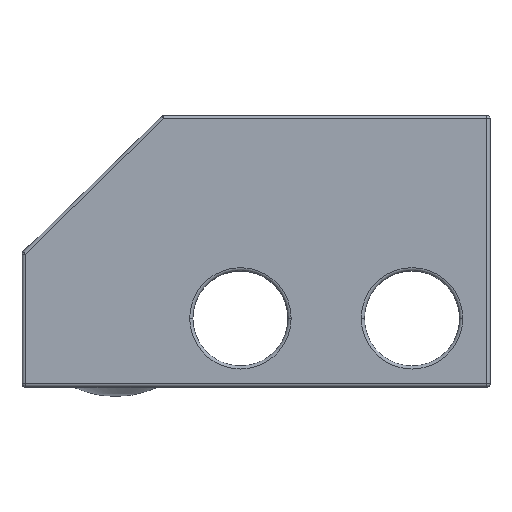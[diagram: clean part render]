
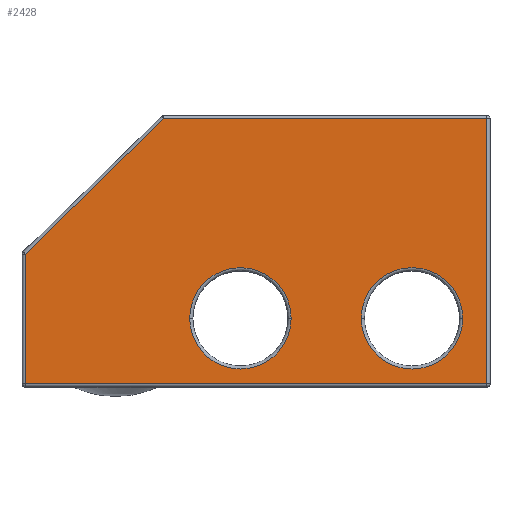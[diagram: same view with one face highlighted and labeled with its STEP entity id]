
A CAD part, top view. The second image highlights one B-rep face of the part: STEP entity #2428.
In plain terms, the highlighted planar face has unit normal (0, 0, 1).
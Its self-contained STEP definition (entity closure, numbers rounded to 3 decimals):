
#297=DIRECTION('',(0.,1.,0.));
#298=VECTOR('',#297,8.5);
#299=CARTESIAN_POINT('',(7.4,0.1,2.8));
#300=LINE('',#299,#298);
#301=DIRECTION('',(1.,0.,0.));
#302=VECTOR('',#301,14.8);
#303=CARTESIAN_POINT('',(-7.4,0.1,2.8));
#304=LINE('',#303,#302);
#305=DIRECTION('',(0.,-1.,0.));
#306=VECTOR('',#305,4.158);
#307=CARTESIAN_POINT('',(-7.4,4.258,2.8));
#308=LINE('',#307,#306);
#309=DIRECTION('',(-0.715,-0.699,0.));
#310=VECTOR('',#309,6.211);
#311=CARTESIAN_POINT('',(-2.959,8.6,2.8));
#312=LINE('',#311,#310);
#313=DIRECTION('',(-1.,0.,0.));
#314=VECTOR('',#313,10.359);
#315=CARTESIAN_POINT('',(7.4,8.6,2.8));
#316=LINE('',#315,#314);
#317=CARTESIAN_POINT('',(-0.5,2.2,2.8));
#318=DIRECTION('',(0.,0.,-1.));
#319=DIRECTION('',(1.,0.,0.));
#320=AXIS2_PLACEMENT_3D('',#317,#318,#319);
#322=CARTESIAN_POINT('',(-0.5,2.2,2.8));
#323=DIRECTION('',(0.,0.,-1.));
#324=DIRECTION('',(-1.,0.,0.));
#325=AXIS2_PLACEMENT_3D('',#322,#323,#324);
#327=CARTESIAN_POINT('',(5.,2.2,2.8));
#328=DIRECTION('',(0.,0.,-1.));
#329=DIRECTION('',(1.,0.,0.));
#330=AXIS2_PLACEMENT_3D('',#327,#328,#329);
#332=CARTESIAN_POINT('',(5.,2.2,2.8));
#333=DIRECTION('',(0.,0.,-1.));
#334=DIRECTION('',(-1.,0.,0.));
#335=AXIS2_PLACEMENT_3D('',#332,#333,#334);
#1792=CARTESIAN_POINT('',(7.4,0.1,2.8));
#1793=CARTESIAN_POINT('',(7.4,8.6,2.8));
#1794=VERTEX_POINT('',#1792);
#1795=VERTEX_POINT('',#1793);
#1800=CARTESIAN_POINT('',(-2.959,8.6,2.8));
#1801=VERTEX_POINT('',#1800);
#1818=CARTESIAN_POINT('',(-7.4,0.1,2.8));
#1819=VERTEX_POINT('',#1818);
#1828=CARTESIAN_POINT('',(-7.4,4.258,2.8));
#1829=VERTEX_POINT('',#1828);
#1840=CARTESIAN_POINT('',(1.125,2.2,2.8));
#1841=CARTESIAN_POINT('',(-2.125,2.2,2.8));
#1842=VERTEX_POINT('',#1840);
#1843=VERTEX_POINT('',#1841);
#1864=CARTESIAN_POINT('',(6.625,2.2,2.8));
#1865=CARTESIAN_POINT('',(3.375,2.2,2.8));
#1866=VERTEX_POINT('',#1864);
#1867=VERTEX_POINT('',#1865);
#2404=CARTESIAN_POINT('',(0.,0.,2.8));
#2405=DIRECTION('',(0.,0.,1.));
#2406=DIRECTION('',(1.,0.,0.));
#2407=AXIS2_PLACEMENT_3D('',#2404,#2405,#2406);
#2408=PLANE('',#2407);
#2409=ORIENTED_EDGE('',*,*,#2345,.F.);
#2410=ORIENTED_EDGE('',*,*,#2372,.F.);
#2411=ORIENTED_EDGE('',*,*,#2395,.F.);
#2412=ORIENTED_EDGE('',*,*,#2199,.F.);
#2413=ORIENTED_EDGE('',*,*,#2227,.F.);
#2414=EDGE_LOOP('',(#2409,#2410,#2411,#2412,#2413));
#2415=FACE_OUTER_BOUND('',#2414,.F.);
#2417=ORIENTED_EDGE('',*,*,#2416,.F.);
#2419=ORIENTED_EDGE('',*,*,#2418,.F.);
#2420=EDGE_LOOP('',(#2417,#2419));
#2421=FACE_BOUND('',#2420,.F.);
#2423=ORIENTED_EDGE('',*,*,#2422,.F.);
#2425=ORIENTED_EDGE('',*,*,#2424,.F.);
#2426=EDGE_LOOP('',(#2423,#2425));
#2427=FACE_BOUND('',#2426,.F.);
#2428=ADVANCED_FACE('',(#2415,#2421,#2427),#2408,.T.);
#321=CIRCLE('',#320,1.625);
#326=CIRCLE('',#325,1.625);
#331=CIRCLE('',#330,1.625);
#336=CIRCLE('',#335,1.625);
#2199=EDGE_CURVE('',#1801,#1829,#312,.T.);
#2227=EDGE_CURVE('',#1795,#1801,#316,.T.);
#2345=EDGE_CURVE('',#1794,#1795,#300,.T.);
#2372=EDGE_CURVE('',#1819,#1794,#304,.T.);
#2395=EDGE_CURVE('',#1829,#1819,#308,.T.);
#2416=EDGE_CURVE('',#1842,#1843,#321,.T.);
#2418=EDGE_CURVE('',#1843,#1842,#326,.T.);
#2422=EDGE_CURVE('',#1866,#1867,#331,.T.);
#2424=EDGE_CURVE('',#1867,#1866,#336,.T.);
